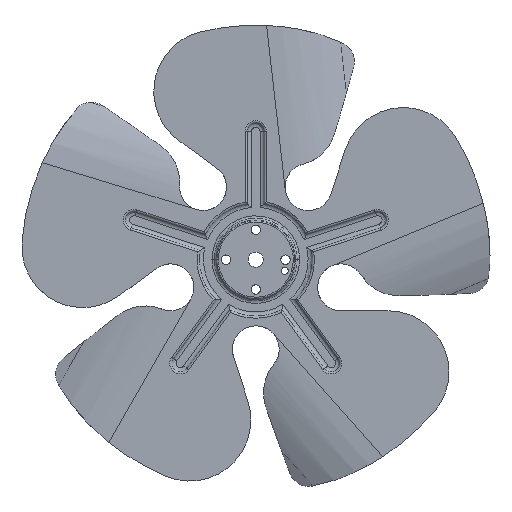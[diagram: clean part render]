
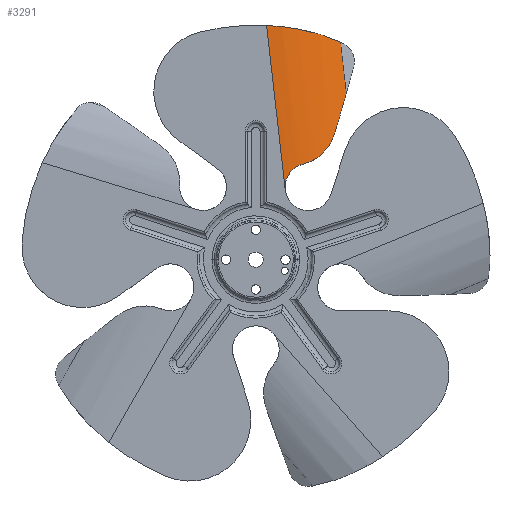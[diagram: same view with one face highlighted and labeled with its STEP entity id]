
A CAD part, top view. The second image highlights one B-rep face of the part: STEP entity #3291.
In plain terms, the highlighted cylindrical face has radius 65 mm (diameter 130 mm), a partial arc.
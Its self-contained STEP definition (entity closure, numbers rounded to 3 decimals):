
#291=DIRECTION('',(-0.113,0.994,0.));
#292=VECTOR('',#291,70.523);
#293=CARTESIAN_POINT('',(12.546,29.819,0.));
#294=LINE('',#293,#292);
#295=CARTESIAN_POINT('',(12.546,29.819,0.));
#559=CARTESIAN_POINT('',(-118.301,44.863,-344.645));
#560=DIRECTION('',(-0.868,0.322,0.379));
#561=DIRECTION('',(0.408,0.024,0.913));
#562=AXIS2_PLACEMENT_3D('',#559,#560,#561);
#564=CARTESIAN_POINT('',(20.011,40.625,-0.576));
#565=CARTESIAN_POINT('',(21.626,41.048,-0.797));
#566=CARTESIAN_POINT('',(24.732,42.298,-1.362));
#567=CARTESIAN_POINT('',(28.716,45.264,-2.442));
#568=CARTESIAN_POINT('',(31.787,49.138,-3.559));
#569=CARTESIAN_POINT('',(33.121,52.169,-4.186));
#570=CARTESIAN_POINT('',(33.596,53.75,-4.439));
#572=CARTESIAN_POINT('',(12.546,29.819,0.));
#573=CARTESIAN_POINT('',(12.412,31.001,0.));
#574=CARTESIAN_POINT('',(12.575,33.413,0.002));
#575=CARTESIAN_POINT('',(14.081,36.721,-0.026));
#576=CARTESIAN_POINT('',(16.654,39.304,-0.177));
#577=CARTESIAN_POINT('',(18.859,40.323,-0.418));
#578=CARTESIAN_POINT('',(20.011,40.625,-0.576));
#580=CARTESIAN_POINT('',(36.124,92.786,-7.608));
#581=CARTESIAN_POINT('',(31.488,94.903,-5.286));
#582=CARTESIAN_POINT('',(21.377,98.218,-1.433));
#583=CARTESIAN_POINT('',(10.215,99.644,0.));
#584=CARTESIAN_POINT('',(4.608,99.894,0.));
#586=DIRECTION('',(0.113,-0.994,0.));
#587=VECTOR('',#586,21.969);
#588=CARTESIAN_POINT('',(36.124,92.786,-7.608));
#589=LINE('',#588,#587);
#2371=VERTEX_POINT('',#295);
#2386=CARTESIAN_POINT('',(4.608,99.894,0.));
#2387=VERTEX_POINT('',#2386);
#2468=CARTESIAN_POINT('',(36.124,92.786,-7.608));
#2469=VERTEX_POINT('',#2468);
#2478=CARTESIAN_POINT('',(38.597,70.957,-7.608));
#2479=VERTEX_POINT('',#2478);
#2488=VERTEX_POINT('',#564);
#2489=VERTEX_POINT('',#570);
#3273=CARTESIAN_POINT('',(12.546,29.819,-65.));
#3274=DIRECTION('',(-0.113,0.994,0.));
#3275=DIRECTION('',(0.,0.,1.));
#3276=AXIS2_PLACEMENT_3D('',#3273,#3274,#3275);
#3277=CYLINDRICAL_SURFACE('',#3276,65.);
#3279=ORIENTED_EDGE('',*,*,#3278,.T.);
#3281=ORIENTED_EDGE('',*,*,#3280,.F.);
#3283=ORIENTED_EDGE('',*,*,#3282,.F.);
#3285=ORIENTED_EDGE('',*,*,#3284,.F.);
#3286=ORIENTED_EDGE('',*,*,#3171,.T.);
#3288=ORIENTED_EDGE('',*,*,#3287,.F.);
#3289=EDGE_LOOP('',(#3279,#3281,#3283,#3285,#3286,#3288));
#3290=FACE_OUTER_BOUND('',#3289,.F.);
#3291=ADVANCED_FACE('',(#3290),#3277,.T.);
#563=CIRCLE('',#562,372.682);
#571=B_SPLINE_CURVE_WITH_KNOTS('',3,(#564,#565,#566,#567,#568,#569,#570),
.UNSPECIFIED.,.F.,.F.,(4,1,1,1,4),(0.,0.25,0.5,0.75,1.),
.UNSPECIFIED.);
#579=B_SPLINE_CURVE_WITH_KNOTS('',3,(#572,#573,#574,#575,#576,#577,#578),
.UNSPECIFIED.,.F.,.F.,(4,1,1,1,4),(0.,0.25,0.5,0.75,1.),
.UNSPECIFIED.);
#585=B_SPLINE_CURVE_WITH_KNOTS('',3,(#580,#581,#582,#583,#584),.UNSPECIFIED.,
.F.,.F.,(4,1,4),(0.,0.5,1.),.UNSPECIFIED.);
#3171=EDGE_CURVE('',#2371,#2387,#294,.T.);
#3278=EDGE_CURVE('',#2469,#2479,#589,.T.);
#3280=EDGE_CURVE('',#2489,#2479,#563,.T.);
#3282=EDGE_CURVE('',#2488,#2489,#571,.T.);
#3284=EDGE_CURVE('',#2371,#2488,#579,.T.);
#3287=EDGE_CURVE('',#2469,#2387,#585,.T.);
